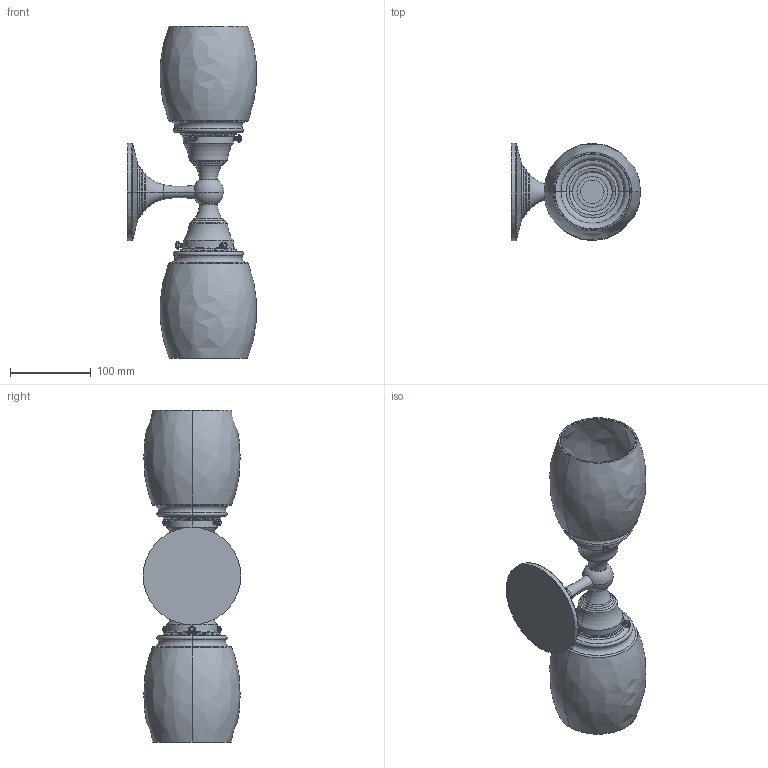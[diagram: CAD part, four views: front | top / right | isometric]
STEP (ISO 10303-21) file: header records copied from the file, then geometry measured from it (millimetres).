
FILE_DESCRIPTION((''),'2;1');
FILE_NAME('0182','2021-06-15T13:55:55',('jinson.thomas'),(''),'CREO PARAMETRIC BY PTC INC, 2018400','CREO PARAMETRIC BY PTC INC, 2018400','');
FILE_SCHEMA(('CONFIG_CONTROL_DESIGN'));
Length unit declared in the file: inch
Products named in the file (1): 0182
Bounding box: 159.67 x 120.65 x 410.82 mm (x, y, z)
Volume: 642595.8 mm3; surface area: 259475.1 mm2
Topology: 1 solids, 1 shells, 382 faces, 890 edges, 541 vertices
Faces by surface type: torus 132, cylinder 106, plane 78, bspline 64, sphere 2
Entity records: 20588 total; most frequent: CARTESIAN_POINT 12367, ORIENTED_EDGE 1776, DIRECTION 1606, EDGE_CURVE 888, AXIS2_PLACEMENT_3D 716, VERTEX_POINT 541, EDGE_LOOP 415, CIRCLE 398
